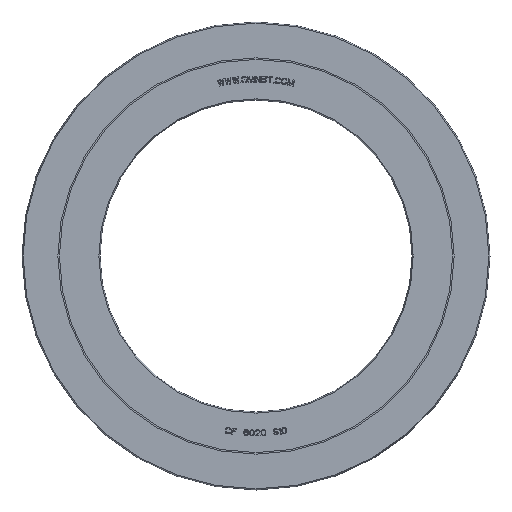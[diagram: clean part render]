
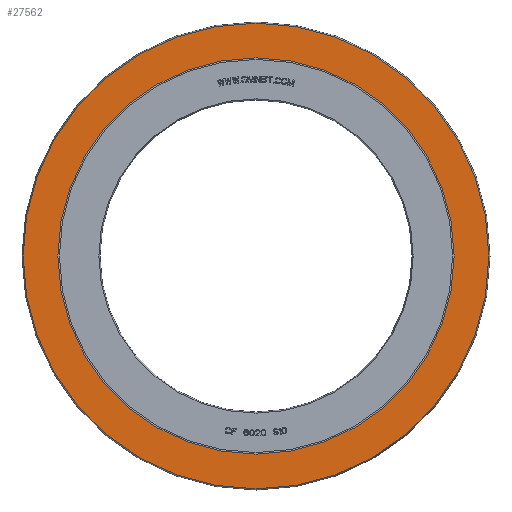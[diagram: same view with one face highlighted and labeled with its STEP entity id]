
A CAD part, front view. The second image highlights one B-rep face of the part: STEP entity #27562.
In plain terms, the highlighted planar face has unit normal (0, -1, 0).
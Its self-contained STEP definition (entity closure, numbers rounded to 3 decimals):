
#27081=CARTESIAN_POINT('',(0.,-3.,0.));
#27082=DIRECTION('',(0.,1.,0.));
#27083=DIRECTION('',(0.,0.,-1.));
#27084=AXIS2_PLACEMENT_3D('',#27081,#27082,#27083);
#27089=CARTESIAN_POINT('',(0.,-3.,0.));
#27090=DIRECTION('',(0.,-1.,0.));
#27091=DIRECTION('',(0.,0.,-1.));
#27092=AXIS2_PLACEMENT_3D('',#27089,#27090,#27091);
#27097=CARTESIAN_POINT('',(0.,-3.,0.));
#27098=DIRECTION('',(0.,-1.,0.));
#27099=DIRECTION('',(0.,0.,-1.));
#27100=AXIS2_PLACEMENT_3D('',#27097,#27098,#27099);
#27119=CARTESIAN_POINT('',(0.,-3.,0.));
#27120=DIRECTION('',(0.,1.,0.));
#27121=DIRECTION('',(0.,0.,-1.));
#27122=AXIS2_PLACEMENT_3D('',#27119,#27120,#27121);
#27158=CARTESIAN_POINT('',(0.,-3.,-63.5));
#27160=VERTEX_POINT('',#27158);
#27161=CARTESIAN_POINT('',(0.,-3.,-74.636));
#27163=VERTEX_POINT('',#27161);
#27174=CARTESIAN_POINT('',(0.,-3.,63.5));
#27176=VERTEX_POINT('',#27174);
#27177=CARTESIAN_POINT('',(0.,-3.,74.636));
#27179=VERTEX_POINT('',#27177);
#27547=CARTESIAN_POINT('',(0.,-3.,0.));
#27548=DIRECTION('',(0.,-1.,0.));
#27549=DIRECTION('',(0.,0.,1.));
#27550=AXIS2_PLACEMENT_3D('',#27547,#27548,#27549);
#27551=PLANE('',#27550);
#27553=ORIENTED_EDGE('',*,*,#27552,.F.);
#27555=ORIENTED_EDGE('',*,*,#27554,.T.);
#27556=EDGE_LOOP('',(#27553,#27555));
#27557=FACE_OUTER_BOUND('',#27556,.F.);
#27558=ORIENTED_EDGE('',*,*,#27540,.F.);
#27559=ORIENTED_EDGE('',*,*,#27529,.T.);
#27560=EDGE_LOOP('',(#27558,#27559));
#27561=FACE_BOUND('',#27560,.F.);
#27085=CIRCLE('',#27084,63.5);
#27093=CIRCLE('',#27092,63.5);
#27101=CIRCLE('',#27100,74.636);
#27123=CIRCLE('',#27122,74.636);
#27529=EDGE_CURVE('',#27160,#27176,#27093,.T.);
#27540=EDGE_CURVE('',#27160,#27176,#27085,.T.);
#27552=EDGE_CURVE('',#27163,#27179,#27101,.T.);
#27554=EDGE_CURVE('',#27163,#27179,#27123,.T.);
#27562=ADVANCED_FACE('',(#27557,#27561),#27551,.T.);
